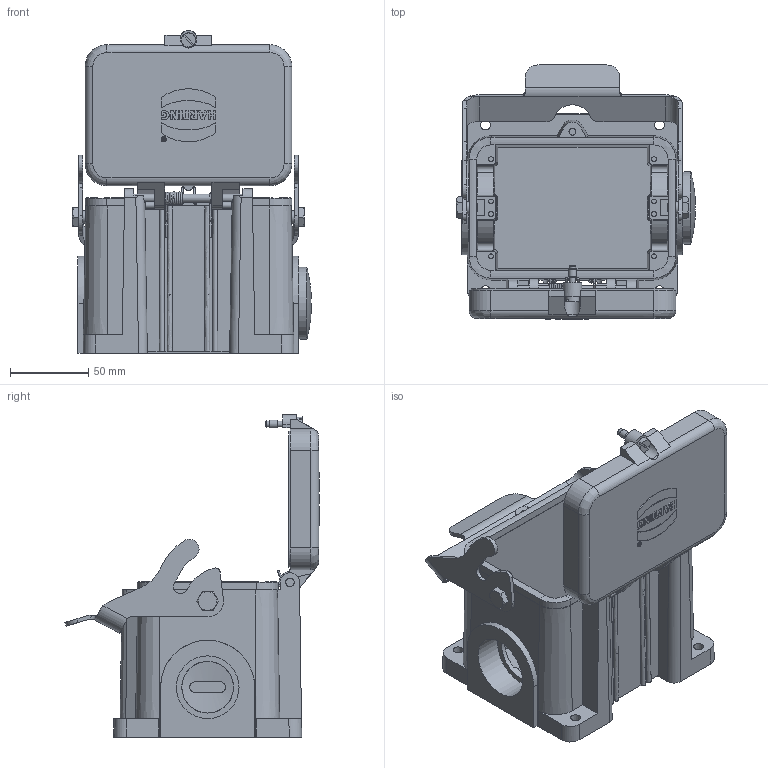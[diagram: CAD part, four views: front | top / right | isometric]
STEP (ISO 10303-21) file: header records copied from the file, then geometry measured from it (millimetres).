
FILE_DESCRIPTION(/* description */ (''),/* implementation_level */ '2;1');
FILE_NAME(/* name */ '100172039ugm000_d.stp',/* time_stamp */ '2020-03-13T15:08:02+01:00',/* author */ (''),/* organization */ (''),/* preprocessor_version */ 'ST-DEVELOPER v16.7',/* originating_system */ 'SIEMENS PLM Software NX 12.0',/* authorisation */ '');
FILE_SCHEMA (('AUTOMOTIVE_DESIGN { 1 0 10303 214 3 1 1 1 }'));
Length unit declared in the file: millimetre
Products named in the file (1): 100172039ugm000_d
Bounding box: 152.5 x 162.18 x 205.95 mm (x, y, z)
Volume: 506463.3 mm3; surface area: 190409.9 mm2
Topology: 3 solids, 4 shells, 629 faces, 2296 edges, 2331 vertices
Faces by surface type: plane 395, cylinder 130, cone 59, bspline 44, sphere 1
Full cylindrical faces by diameter (mm): 3 x8, 3.9 x1, 4.2 x1, 4.47 x1, 5 x1, 5.2 x2, 5.4 x3, 6 x2, 8 x2, 8.1 x2, 9 x1, 33 x2, 34 x1, 38.6 x1, 40 x1, 46.2 x1
Entity records: 32838 total; most frequent: CARTESIAN_POINT 11749, DIRECTION 3250, ORIENTED_EDGE 3212, EDGE_CURVE 1606, LINE 1232, VECTOR 1232, VERTEX_POINT 1075, AXIS2_PLACEMENT_3D 1009
